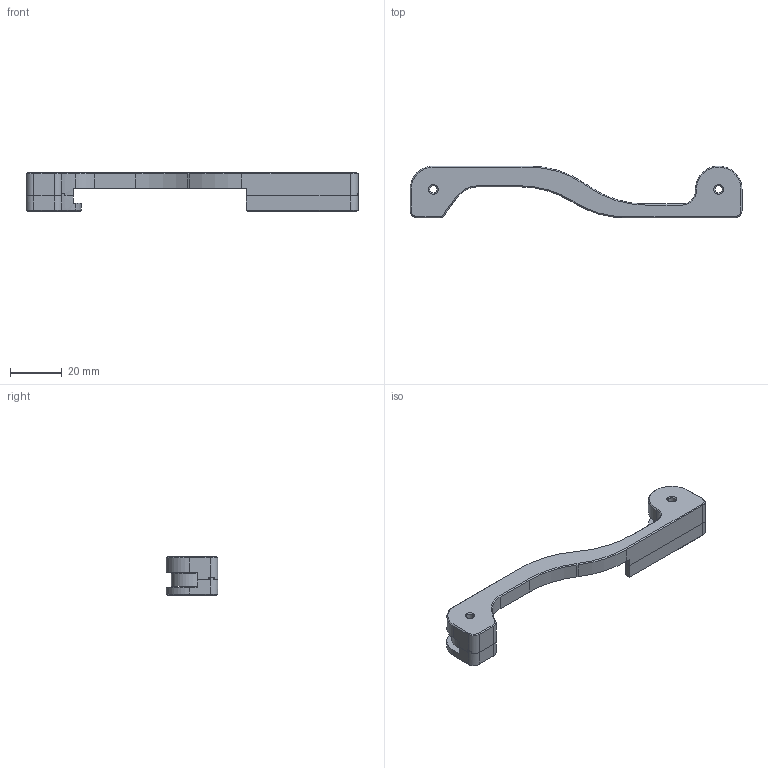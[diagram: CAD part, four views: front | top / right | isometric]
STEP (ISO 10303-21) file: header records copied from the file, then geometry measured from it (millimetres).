
FILE_DESCRIPTION(/* description */ (''),/* implementation_level */ '2;1');
FILE_NAME(/* name */ 'PV3 Portable Spool Holder x2.step',/* time_stamp */ '2024-06-21T18:04:01-04:00',/* author */ (''),/* organization */ (''),/* preprocessor_version */ 'ST-DEVELOPER v20',/* originating_system */ 'Autodesk Translation Framework v13.14.0.145',/* authorisation */ '');
FILE_SCHEMA (('AUTOMOTIVE_DESIGN { 1 0 10303 214 3 1 1 }'));
Length unit declared in the file: millimetre
Products named in the file (3): PV3 Portable Spool Holder [3DP]; 605-ZZ v1; 605-ZZ v1 (1)
Assembly tree (2 placements, depth 2):
  PV3 Portable Spool Holder [3DP]
    605-ZZ v1
    605-ZZ v1 (1)
Bounding box: 128 x 20 x 14.8 mm (x, y, z)
Volume: 13098.2 mm3; surface area: 9424.6 mm2
Topology: 5 solids, 5 shells, 175 faces, 400 edges, 253 vertices
Faces by surface type: plane 101, cylinder 51, cone 23
Full cylindrical faces by diameter (mm): 2.9 x2, 3.4 x2, 4.9 x4, 5 x2, 7 x10, 12 x4, 14 x2
Entity records: 5042 total; most frequent: DIRECTION 907, CARTESIAN_POINT 833, ORIENTED_EDGE 800, EDGE_CURVE 400, AXIS2_PLACEMENT_3D 327, LINE 253, VECTOR 253, VERTEX_POINT 253
